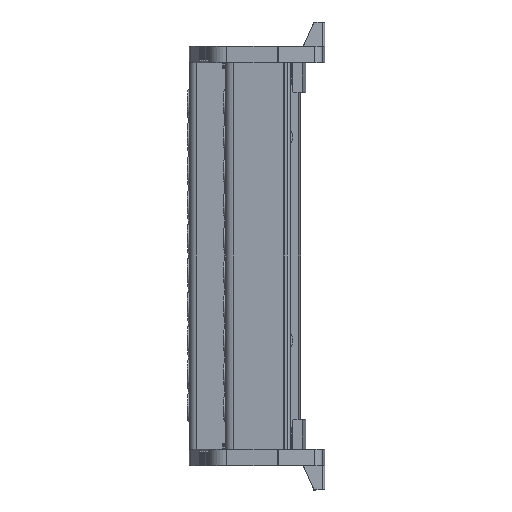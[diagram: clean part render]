
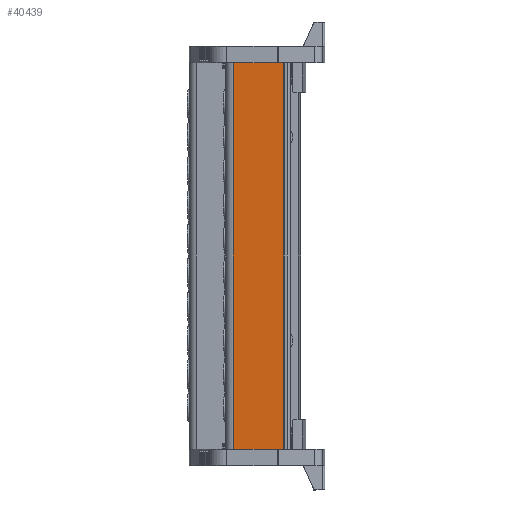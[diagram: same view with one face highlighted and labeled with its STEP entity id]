
A CAD part, front view. The second image highlights one B-rep face of the part: STEP entity #40439.
In plain terms, the highlighted planar face has unit normal (-0.104, -0.995, 0).
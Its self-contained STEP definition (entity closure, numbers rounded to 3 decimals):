
#6022 = EDGE_CURVE ( 'NONE', #57479, #57623, #45332, .T. ) ;
#6465 = EDGE_CURVE ( 'NONE', #57648, #57623, #38602, .T. ) ;
#6493 = EDGE_CURVE ( 'NONE', #57648, #57516, #38729, .T. ) ;
#9591 = EDGE_LOOP ( 'NONE', ( #12739, #12828, #12738, #12737 ) ) ;
#11621 = AXIS2_PLACEMENT_3D ( 'NONE', #25255, #25241, #25259 ) ;
#12737 = ORIENTED_EDGE ( 'NONE', *, *, #6465, .T. ) ;
#12738 = ORIENTED_EDGE ( 'NONE', *, *, #6493, .F. ) ;
#12739 = ORIENTED_EDGE ( 'NONE', *, *, #6022, .F. ) ;
#12828 = ORIENTED_EDGE ( 'NONE', *, *, #40852, .T. ) ;
#20083 = CARTESIAN_POINT ( 'NONE',  ( 1902.332, 759.678, 116.62 ) ) ;
#20101 = DIRECTION ( 'NONE',  ( 0., 0., 1. ) ) ;
#20211 = LINE ( 'NONE', #20083, #64588 ) ;
#25240 = FACE_OUTER_BOUND ( 'NONE', #9591, .T. ) ;
#25241 = DIRECTION ( 'NONE',  ( -0.105, -0.995, 0. ) ) ;
#25255 = CARTESIAN_POINT ( 'NONE',  ( 1890.867, 760.883, 116.62 ) ) ;
#25259 = DIRECTION ( 'NONE',  ( 0.995, -0.105, 0. ) ) ;
#25274 = PLANE ( 'NONE',  #11621 ) ;
#34338 = CARTESIAN_POINT ( 'NONE',  ( 1902.332, 759.678, 148.52 ) ) ;
#34357 = CARTESIAN_POINT ( 'NONE',  ( 1882.548, 761.757, 5.999 ) ) ;
#34498 = CARTESIAN_POINT ( 'NONE',  ( 1882.548, 761.757, 148.52 ) ) ;
#38602 = LINE ( 'NONE', #38638, #49241 ) ;
#38613 = DIRECTION ( 'NONE',  ( 0., 0., -1. ) ) ;
#38638 = CARTESIAN_POINT ( 'NONE',  ( 1882.548, 761.757, 116.62 ) ) ;
#38700 = CARTESIAN_POINT ( 'NONE',  ( 1882.548, 761.757, 148.52 ) ) ;
#38712 = DIRECTION ( 'NONE',  ( 0.995, -0.105, 0. ) ) ;
#38729 = LINE ( 'NONE', #38700, #49203 ) ;
#40439 = ADVANCED_FACE ( 'NONE', ( #25240 ), #25274, .T. ) ;
#40852 = EDGE_CURVE ( 'NONE', #57479, #57516, #20211, .T. ) ;
#45332 = LINE ( 'NONE', #45337, #49955 ) ;
#45337 = CARTESIAN_POINT ( 'NONE',  ( 1902.332, 759.678, 5.999 ) ) ;
#45370 = DIRECTION ( 'NONE',  ( -0.995, 0.105, 0. ) ) ;
#49203 = VECTOR ( 'NONE', #38712, 1000. ) ;
#49241 = VECTOR ( 'NONE', #38613, 1000. ) ;
#49955 = VECTOR ( 'NONE', #45370, 1000. ) ;
#57479 = VERTEX_POINT ( 'NONE', #60965 ) ;
#57516 = VERTEX_POINT ( 'NONE', #34338 ) ;
#57623 = VERTEX_POINT ( 'NONE', #34357 ) ;
#57648 = VERTEX_POINT ( 'NONE', #34498 ) ;
#60965 = CARTESIAN_POINT ( 'NONE',  ( 1902.332, 759.678, 5.999 ) ) ;
#64588 = VECTOR ( 'NONE', #20101, 1000. ) ;
